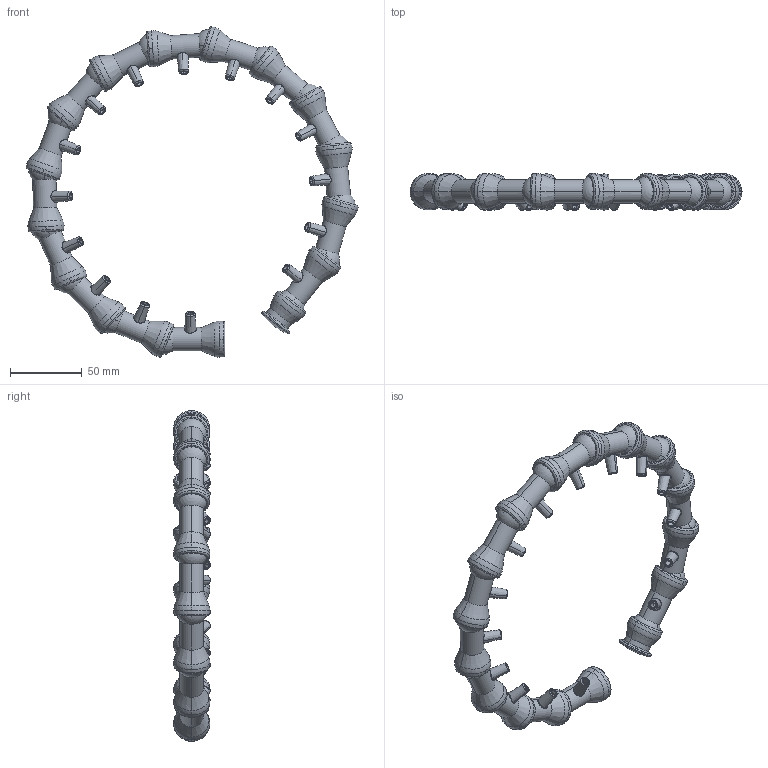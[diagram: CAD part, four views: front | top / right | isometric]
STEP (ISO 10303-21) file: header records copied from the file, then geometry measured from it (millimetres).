
FILE_DESCRIPTION (( 'STEP AP203' ), '1' );
FILE_NAME ('1-2 Circle Flow.STEP', '2005-02-04T23:41:28', ( 'mark lockwood' ), ( 'lockwood products inc.' ), 'SwSTEP 2.0', 'SolidWorks 2004146', '' );
FILE_SCHEMA (( 'CONFIG_CONTROL_DESIGN' ));
Products named in the file (1): 1-2 Circle Flow
Bounding box: 232.09 x 25.77 x 231.17 mm (x, y, z)
Volume: 80181.6 mm3; surface area: 93973.5 mm2
Topology: 16 solids, 16 shells, 590 faces, 1622 edges, 971 vertices
Faces by surface type: cylinder 158, cone 156, torus 102, sphere 98, plane 46, bspline 30
Entity records: 61091 total; most frequent: CARTESIAN_POINT 46685, DIRECTION 3359, ORIENTED_EDGE 2866, AXIS2_PLACEMENT_3D 1515, EDGE_CURVE 1433, CIRCLE 954, VERTEX_POINT 876, EDGE_LOOP 651
